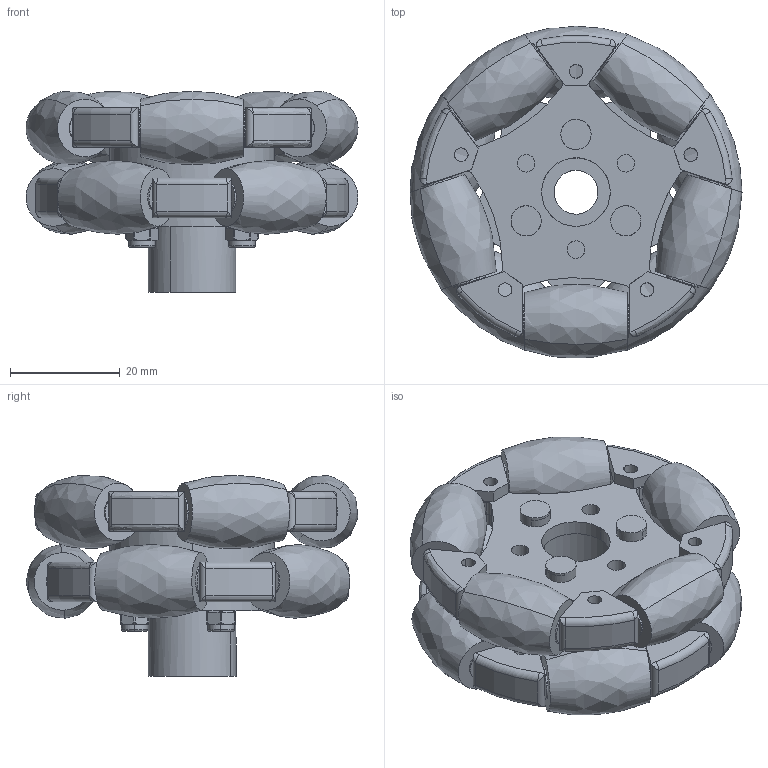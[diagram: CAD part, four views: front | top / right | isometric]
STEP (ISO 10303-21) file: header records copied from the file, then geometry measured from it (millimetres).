
FILE_DESCRIPTION( ('This file contains a STEP AP42 implementation' ,'as created by ZW3D STEP Interface translator.') ,'2;1' );
FILE_NAME( '60quanxiagnlun.stp' ,'211215.115558', (''), ('ZWCAD Software Co.'), 'Version 1.0', 'ZW3D to STEP translator', '' );
FILE_SCHEMA(('AUTOMOTIVE_DESIGN { 1 0 10303 214 1 1 1 1 }'));
Length unit declared in the file: millimetre
Products named in the file (2): 0; 60quanxiagnlun
Bounding box: 60.52 x 60.48 x 36.61 mm (x, y, z)
Volume: 42672.9 mm3; surface area: 28197.8 mm2
Topology: 20 solids, 20 shells, 1109 faces, 3022 edges, 1964 vertices
Faces by surface type: cylinder 486, plane 424, bspline 92, cone 56, sphere 36, torus 15
Entity records: 45804 total; most frequent: CARTESIAN_POINT 18273, ORIENTED_EDGE 6008, DIRECTION 4573, EDGE_CURVE 3004, VERTEX_POINT 1964, AXIS2_PLACEMENT_3D 1529, VECTOR 1515, LINE 1515
